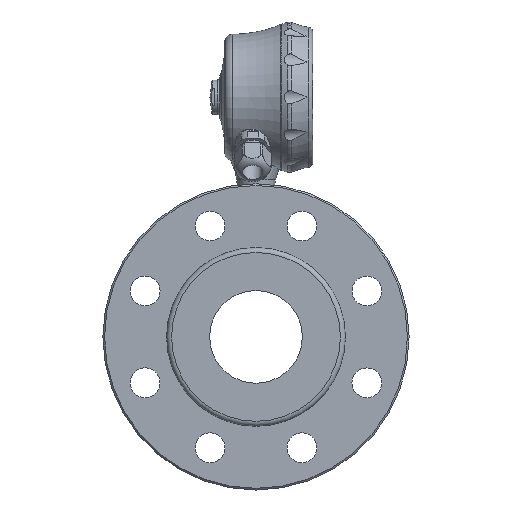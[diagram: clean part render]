
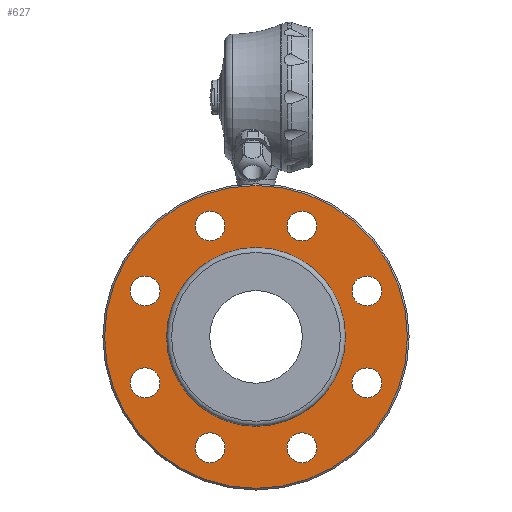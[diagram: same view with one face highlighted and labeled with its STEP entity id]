
A CAD part, front view. The second image highlights one B-rep face of the part: STEP entity #627.
In plain terms, the highlighted planar face has unit normal (0, -1, 0).
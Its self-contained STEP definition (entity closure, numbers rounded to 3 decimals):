
#627 = ADVANCED_FACE( '', ( #1727, #1728, #1729, #1730, #1731, #1732, #1733, #1734, #1735, #1736 ), #1737, .T. );
#1727 = FACE_OUTER_BOUND( '', #3494, .T. );
#1728 = FACE_BOUND( '', #3495, .T. );
#1729 = FACE_BOUND( '', #3496, .T. );
#1730 = FACE_BOUND( '', #3497, .T. );
#1731 = FACE_BOUND( '', #3498, .T. );
#1732 = FACE_BOUND( '', #3499, .T. );
#1733 = FACE_BOUND( '', #3500, .T. );
#1734 = FACE_BOUND( '', #3501, .T. );
#1735 = FACE_BOUND( '', #3502, .T. );
#1736 = FACE_BOUND( '', #3503, .T. );
#1737 = PLANE( '', #3504 );
#3494 = EDGE_LOOP( '', ( #6212 ) );
#3495 = EDGE_LOOP( '', ( #6213 ) );
#3496 = EDGE_LOOP( '', ( #6214 ) );
#3497 = EDGE_LOOP( '', ( #6215 ) );
#3498 = EDGE_LOOP( '', ( #6216 ) );
#3499 = EDGE_LOOP( '', ( #6217 ) );
#3500 = EDGE_LOOP( '', ( #6218 ) );
#3501 = EDGE_LOOP( '', ( #6219 ) );
#3502 = EDGE_LOOP( '', ( #6220 ) );
#3503 = EDGE_LOOP( '', ( #6221 ) );
#3504 = AXIS2_PLACEMENT_3D( '', #6222, #6223, #6224 );
#6212 = ORIENTED_EDGE( '', *, *, #10600, .T. );
#6213 = ORIENTED_EDGE( '', *, *, #10601, .F. );
#6214 = ORIENTED_EDGE( '', *, *, #10602, .F. );
#6215 = ORIENTED_EDGE( '', *, *, #10603, .F. );
#6216 = ORIENTED_EDGE( '', *, *, #10604, .F. );
#6217 = ORIENTED_EDGE( '', *, *, #10605, .F. );
#6218 = ORIENTED_EDGE( '', *, *, #10606, .F. );
#6219 = ORIENTED_EDGE( '', *, *, #10607, .F. );
#6220 = ORIENTED_EDGE( '', *, *, #10608, .F. );
#6221 = ORIENTED_EDGE( '', *, *, #10609, .F. );
#6222 = CARTESIAN_POINT( '', ( 0., -93., 54. ) );
#6223 = DIRECTION( '', ( 0., -1., 0. ) );
#6224 = DIRECTION( '', ( 0., 0., 1. ) );
#10600 = EDGE_CURVE( '', #12624, #12624, #12625, .T. );
#10601 = EDGE_CURVE( '', #12626, #12626, #12627, .T. );
#10602 = EDGE_CURVE( '', #12628, #12628, #12629, .T. );
#10603 = EDGE_CURVE( '', #12630, #12630, #12631, .T. );
#10604 = EDGE_CURVE( '', #12632, #12632, #12633, .T. );
#10605 = EDGE_CURVE( '', #12634, #12634, #12635, .T. );
#10606 = EDGE_CURVE( '', #12636, #12636, #12637, .T. );
#10607 = EDGE_CURVE( '', #12638, #12638, #12639, .T. );
#10608 = EDGE_CURVE( '', #12640, #12640, #12641, .T. );
#10609 = EDGE_CURVE( '', #12642, #12642, #12643, .T. );
#12624 = VERTEX_POINT( '', #15848 );
#12625 = CIRCLE( '', #15849, 91.5 );
#12626 = VERTEX_POINT( '', #15850 );
#12627 = CIRCLE( '', #15851, 9. );
#12628 = VERTEX_POINT( '', #15852 );
#12629 = CIRCLE( '', #15853, 9. );
#12630 = VERTEX_POINT( '', #15854 );
#12631 = CIRCLE( '', #15855, 9. );
#12632 = VERTEX_POINT( '', #15856 );
#12633 = CIRCLE( '', #15857, 9. );
#12634 = VERTEX_POINT( '', #15858 );
#12635 = CIRCLE( '', #15859, 9. );
#12636 = VERTEX_POINT( '', #15860 );
#12637 = CIRCLE( '', #15861, 9. );
#12638 = VERTEX_POINT( '', #15862 );
#12639 = CIRCLE( '', #15863, 9. );
#12640 = VERTEX_POINT( '', #15864 );
#12641 = CIRCLE( '', #15865, 9. );
#12642 = VERTEX_POINT( '', #15866 );
#12643 = CIRCLE( '', #15867, 54. );
#15848 = CARTESIAN_POINT( '', ( 0., -93., 91.5 ) );
#15849 = AXIS2_PLACEMENT_3D( '', #21912, #21913, #21914 );
#15850 = CARTESIAN_POINT( '', ( 60.617, -93., 34.109 ) );
#15851 = AXIS2_PLACEMENT_3D( '', #21915, #21916, #21917 );
#15852 = CARTESIAN_POINT( '', ( 66.981, -93., -18.745 ) );
#15853 = AXIS2_PLACEMENT_3D( '', #21918, #21919, #21920 );
#15854 = CARTESIAN_POINT( '', ( 34.109, -93., -60.617 ) );
#15855 = AXIS2_PLACEMENT_3D( '', #21921, #21922, #21923 );
#15856 = CARTESIAN_POINT( '', ( -18.745, -93., -66.981 ) );
#15857 = AXIS2_PLACEMENT_3D( '', #21924, #21925, #21926 );
#15858 = CARTESIAN_POINT( '', ( -60.617, -93., -34.109 ) );
#15859 = AXIS2_PLACEMENT_3D( '', #21927, #21928, #21929 );
#15860 = CARTESIAN_POINT( '', ( -66.981, -93., 18.745 ) );
#15861 = AXIS2_PLACEMENT_3D( '', #21930, #21931, #21932 );
#15862 = CARTESIAN_POINT( '', ( -34.109, -93., 60.617 ) );
#15863 = AXIS2_PLACEMENT_3D( '', #21933, #21934, #21935 );
#15864 = CARTESIAN_POINT( '', ( 18.745, -93., 66.981 ) );
#15865 = AXIS2_PLACEMENT_3D( '', #21936, #21937, #21938 );
#15866 = CARTESIAN_POINT( '', ( 0., -93., 54. ) );
#15867 = AXIS2_PLACEMENT_3D( '', #21939, #21940, #21941 );
#21912 = CARTESIAN_POINT( '', ( 0., -93., 0. ) );
#21913 = DIRECTION( '', ( 0., -1., 0. ) );
#21914 = DIRECTION( '', ( 0., 0., 1. ) );
#21915 = CARTESIAN_POINT( '', ( 66.981, -93., 27.745 ) );
#21916 = DIRECTION( '', ( 0., -1., 0. ) );
#21917 = DIRECTION( '', ( -0.707, 0., 0.707 ) );
#21918 = CARTESIAN_POINT( '', ( 66.981, -93., -27.745 ) );
#21919 = DIRECTION( '', ( 0., -1., 0. ) );
#21920 = DIRECTION( '', ( 0., 0., 1. ) );
#21921 = CARTESIAN_POINT( '', ( 27.745, -93., -66.981 ) );
#21922 = DIRECTION( '', ( 0., -1., 0. ) );
#21923 = DIRECTION( '', ( 0.707, 0., 0.707 ) );
#21924 = CARTESIAN_POINT( '', ( -27.745, -93., -66.981 ) );
#21925 = DIRECTION( '', ( 0., -1., 0. ) );
#21926 = DIRECTION( '', ( 1., 0., 0. ) );
#21927 = CARTESIAN_POINT( '', ( -66.981, -93., -27.745 ) );
#21928 = DIRECTION( '', ( 0., -1., 0. ) );
#21929 = DIRECTION( '', ( 0.707, 0., -0.707 ) );
#21930 = CARTESIAN_POINT( '', ( -66.981, -93., 27.745 ) );
#21931 = DIRECTION( '', ( 0., -1., 0. ) );
#21932 = DIRECTION( '', ( 0., 0., -1. ) );
#21933 = CARTESIAN_POINT( '', ( -27.745, -93., 66.981 ) );
#21934 = DIRECTION( '', ( 0., -1., 0. ) );
#21935 = DIRECTION( '', ( -0.707, 0., -0.707 ) );
#21936 = CARTESIAN_POINT( '', ( 27.745, -93., 66.981 ) );
#21937 = DIRECTION( '', ( 0., -1., 0. ) );
#21938 = DIRECTION( '', ( -1., 0., 0. ) );
#21939 = CARTESIAN_POINT( '', ( 0., -93., 0. ) );
#21940 = DIRECTION( '', ( 0., -1., 0. ) );
#21941 = DIRECTION( '', ( 0., 0., 1. ) );
